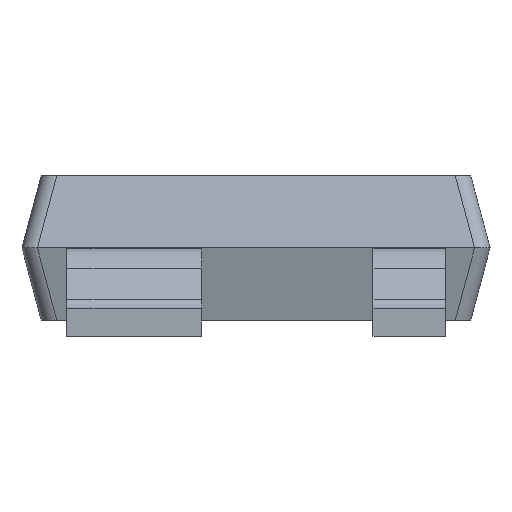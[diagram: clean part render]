
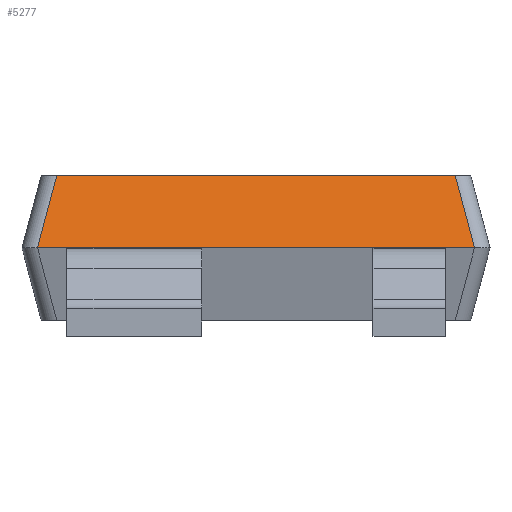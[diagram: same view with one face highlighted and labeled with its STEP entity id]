
A CAD part, front view. The second image highlights one B-rep face of the part: STEP entity #5277.
In plain terms, the highlighted planar face has unit normal (0, -0.966, 0.259).
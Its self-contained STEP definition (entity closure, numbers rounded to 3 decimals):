
#187 = PLANE('',#188);
#188 = AXIS2_PLACEMENT_3D('',#189,#190,#191);
#189 = CARTESIAN_POINT('',(-1.46,-0.65,0.55));
#190 = DIRECTION('',(0.,-0.966,-0.259));
#191 = DIRECTION('',(0.,0.259,-0.966));
#950 = VERTEX_POINT('',#951);
#951 = CARTESIAN_POINT('',(1.363,-0.65,0.55));
#988 = CYLINDRICAL_SURFACE('',#989,0.1);
#989 = AXIS2_PLACEMENT_3D('',#990,#991,#992);
#990 = CARTESIAN_POINT('',(1.288,-0.478,0.806
    ));
#991 = DIRECTION('',(0.251,-0.251,-0.935));
#992 = DIRECTION('',(-0.966,0.,
    -0.259));
#1342 = EDGE_CURVE('',#950,#1343,#1345,.T.);
#1343 = VERTEX_POINT('',#1344);
#1344 = CARTESIAN_POINT('',(-1.363,-0.65,0.55));
#1345 = SURFACE_CURVE('',#1346,(#1350,#1357),.PCURVE_S1.);
#1346 = LINE('',#1347,#1348);
#1347 = CARTESIAN_POINT('',(-1.46,-0.65,0.55));
#1348 = VECTOR('',#1349,1.);
#1349 = DIRECTION('',(-1.,0.,0.));
#1350 = PCURVE('',#187,#1351);
#1351 = DEFINITIONAL_REPRESENTATION('',(#1352),#1356);
#1352 = LINE('',#1353,#1354);
#1353 = CARTESIAN_POINT('',(0.,0.));
#1354 = VECTOR('',#1355,1.);
#1355 = DIRECTION('',(0.,-1.));
#1356 = ( GEOMETRIC_REPRESENTATION_CONTEXT(2) 
PARAMETRIC_REPRESENTATION_CONTEXT() REPRESENTATION_CONTEXT('2D SPACE',''
  ) );
#1357 = PCURVE('',#1358,#1363);
#1358 = PLANE('',#1359);
#1359 = AXIS2_PLACEMENT_3D('',#1360,#1361,#1362);
#1360 = CARTESIAN_POINT('',(-1.46,-0.65,0.55));
#1361 = DIRECTION('',(0.,-0.966,0.259));
#1362 = DIRECTION('',(0.,-0.259,-0.966));
#1363 = DEFINITIONAL_REPRESENTATION('',(#1364),#1368);
#1364 = LINE('',#1365,#1366);
#1365 = CARTESIAN_POINT('',(0.,0.));
#1366 = VECTOR('',#1367,1.);
#1367 = DIRECTION('',(0.,-1.));
#1368 = ( GEOMETRIC_REPRESENTATION_CONTEXT(2) 
PARAMETRIC_REPRESENTATION_CONTEXT() REPRESENTATION_CONTEXT('2D SPACE',''
  ) );
#1457 = CYLINDRICAL_SURFACE('',#1458,0.1);
#1458 = AXIS2_PLACEMENT_3D('',#1459,#1460,#1461);
#1459 = CARTESIAN_POINT('',(-1.369,-0.559,
    0.501));
#1460 = DIRECTION('',(-0.251,-0.251,-0.935));
#1461 = DIRECTION('',(-0.966,0.,0.259
    ));
#3314 = PLANE('',#3315);
#3315 = AXIS2_PLACEMENT_3D('',#3316,#3317,#3318);
#3316 = CARTESIAN_POINT('',(1.46,-0.65,1.));
#3317 = DIRECTION('',(0.,0.,1.));
#3318 = DIRECTION('',(1.,0.,0.));
#3585 = VERTEX_POINT('',#3586);
#3586 = CARTESIAN_POINT('',(1.243,-0.529,1.));
#3631 = EDGE_CURVE('',#3585,#950,#3632,.T.);
#3632 = SURFACE_CURVE('',#3633,(#3637,#3666),.PCURVE_S1.);
#3633 = LINE('',#3634,#3635);
#3634 = CARTESIAN_POINT('',(1.288,-0.574,
    0.832));
#3635 = VECTOR('',#3636,1.);
#3636 = DIRECTION('',(0.251,-0.251,-0.935));
#3637 = PCURVE('',#988,#3638);
#3638 = DEFINITIONAL_REPRESENTATION('',(#3639),#3665);
#3639 = B_SPLINE_CURVE_WITH_KNOTS('',3,(#3640,#3641,#3642,#3643,#3644,
    #3645,#3646,#3647,#3648,#3649,#3650,#3651,#3652,#3653,#3654,#3655,
    #3656,#3657,#3658,#3659,#3660,#3661,#3662,#3663,#3664),
  .UNSPECIFIED.,.F.,.F.,(4,1,1,1,1,1,1,1,1,1,1,1,1,1,1,1,1,1,1,1,1,1,4),
  (-0.18,-0.158,-0.136,-0.114,
    -0.092,-0.07,-0.048,
    -0.027,-0.005,0.017,
    0.039,0.061,0.083,
    0.105,0.127,0.148,0.17,
    0.192,0.214,0.236,0.258,
    0.28,0.302),.UNSPECIFIED.);
#3640 = CARTESIAN_POINT('',(4.645,-0.18));
#3641 = CARTESIAN_POINT('',(4.645,-0.172));
#3642 = CARTESIAN_POINT('',(4.645,-0.158));
#3643 = CARTESIAN_POINT('',(4.645,-0.136));
#3644 = CARTESIAN_POINT('',(4.645,-0.114));
#3645 = CARTESIAN_POINT('',(4.645,-0.092));
#3646 = CARTESIAN_POINT('',(4.645,-0.07));
#3647 = CARTESIAN_POINT('',(4.645,-0.048));
#3648 = CARTESIAN_POINT('',(4.645,-0.027));
#3649 = CARTESIAN_POINT('',(4.645,-0.005));
#3650 = CARTESIAN_POINT('',(4.645,0.017));
#3651 = CARTESIAN_POINT('',(4.645,0.039));
#3652 = CARTESIAN_POINT('',(4.645,0.061));
#3653 = CARTESIAN_POINT('',(4.645,0.083));
#3654 = CARTESIAN_POINT('',(4.645,0.105));
#3655 = CARTESIAN_POINT('',(4.645,0.127));
#3656 = CARTESIAN_POINT('',(4.645,0.148));
#3657 = CARTESIAN_POINT('',(4.645,0.17));
#3658 = CARTESIAN_POINT('',(4.645,0.192));
#3659 = CARTESIAN_POINT('',(4.645,0.214));
#3660 = CARTESIAN_POINT('',(4.645,0.236));
#3661 = CARTESIAN_POINT('',(4.645,0.258));
#3662 = CARTESIAN_POINT('',(4.645,0.28));
#3663 = CARTESIAN_POINT('',(4.645,0.294));
#3664 = CARTESIAN_POINT('',(4.645,0.302));
#3665 = ( GEOMETRIC_REPRESENTATION_CONTEXT(2) 
PARAMETRIC_REPRESENTATION_CONTEXT() REPRESENTATION_CONTEXT('2D SPACE',''
  ) );
#3666 = PCURVE('',#1358,#3667);
#3667 = DEFINITIONAL_REPRESENTATION('',(#3668),#3672);
#3668 = LINE('',#3669,#3670);
#3669 = CARTESIAN_POINT('',(-0.292,2.748));
#3670 = VECTOR('',#3671,1.);
#3671 = DIRECTION('',(0.968,0.251));
#3672 = ( GEOMETRIC_REPRESENTATION_CONTEXT(2) 
PARAMETRIC_REPRESENTATION_CONTEXT() REPRESENTATION_CONTEXT('2D SPACE',''
  ) );
#5277 = ADVANCED_FACE('',(#5278),#1358,.T.);
#5278 = FACE_BOUND('',#5279,.T.);
#5279 = EDGE_LOOP('',(#5280,#5281,#5282,#5305));
#5280 = ORIENTED_EDGE('',*,*,#1342,.F.);
#5281 = ORIENTED_EDGE('',*,*,#3631,.F.);
#5282 = ORIENTED_EDGE('',*,*,#5283,.T.);
#5283 = EDGE_CURVE('',#3585,#5284,#5286,.T.);
#5284 = VERTEX_POINT('',#5285);
#5285 = CARTESIAN_POINT('',(-1.243,-0.529,1.));
#5286 = SURFACE_CURVE('',#5287,(#5291,#5298),.PCURVE_S1.);
#5287 = LINE('',#5288,#5289);
#5288 = CARTESIAN_POINT('',(-1.46,-0.529,1.));
#5289 = VECTOR('',#5290,1.);
#5290 = DIRECTION('',(-1.,0.,0.));
#5291 = PCURVE('',#1358,#5292);
#5292 = DEFINITIONAL_REPRESENTATION('',(#5293),#5297);
#5293 = LINE('',#5294,#5295);
#5294 = CARTESIAN_POINT('',(-0.466,0.));
#5295 = VECTOR('',#5296,1.);
#5296 = DIRECTION('',(0.,-1.));
#5297 = ( GEOMETRIC_REPRESENTATION_CONTEXT(2) 
PARAMETRIC_REPRESENTATION_CONTEXT() REPRESENTATION_CONTEXT('2D SPACE',''
  ) );
#5298 = PCURVE('',#3314,#5299);
#5299 = DEFINITIONAL_REPRESENTATION('',(#5300),#5304);
#5300 = LINE('',#5301,#5302);
#5301 = CARTESIAN_POINT('',(-2.92,0.121));
#5302 = VECTOR('',#5303,1.);
#5303 = DIRECTION('',(-1.,0.));
#5304 = ( GEOMETRIC_REPRESENTATION_CONTEXT(2) 
PARAMETRIC_REPRESENTATION_CONTEXT() REPRESENTATION_CONTEXT('2D SPACE',''
  ) );
#5305 = ORIENTED_EDGE('',*,*,#5306,.T.);
#5306 = EDGE_CURVE('',#5284,#1343,#5307,.T.);
#5307 = SURFACE_CURVE('',#5308,(#5312,#5319),.PCURVE_S1.);
#5308 = LINE('',#5309,#5310);
#5309 = CARTESIAN_POINT('',(-1.243,-0.529,1.));
#5310 = VECTOR('',#5311,1.);
#5311 = DIRECTION('',(-0.251,-0.251,-0.935));
#5312 = PCURVE('',#1358,#5313);
#5313 = DEFINITIONAL_REPRESENTATION('',(#5314),#5318);
#5314 = LINE('',#5315,#5316);
#5315 = CARTESIAN_POINT('',(-0.466,0.217));
#5316 = VECTOR('',#5317,1.);
#5317 = DIRECTION('',(0.968,-0.251));
#5318 = ( GEOMETRIC_REPRESENTATION_CONTEXT(2) 
PARAMETRIC_REPRESENTATION_CONTEXT() REPRESENTATION_CONTEXT('2D SPACE',''
  ) );
#5319 = PCURVE('',#1457,#5320);
#5320 = DEFINITIONAL_REPRESENTATION('',(#5321),#5347);
#5321 = B_SPLINE_CURVE_WITH_KNOTS('',3,(#5322,#5323,#5324,#5325,#5326,
    #5327,#5328,#5329,#5330,#5331,#5332,#5333,#5334,#5335,#5336,#5337,
    #5338,#5339,#5340,#5341,#5342,#5343,#5344,#5345,#5346),
  .UNSPECIFIED.,.F.,.F.,(4,1,1,1,1,1,1,1,1,1,1,1,1,1,1,1,1,1,1,1,1,1,4),
  (0.,0.022,0.044,
    0.066,0.087,0.109,
    0.131,0.153,0.175,0.197,
    0.219,0.241,0.262,0.284,
    0.306,0.328,0.35,0.372,
    0.394,0.416,0.437,0.459,
    0.481),.UNSPECIFIED.);
#5322 = CARTESIAN_POINT('',(4.779,-0.505));
#5323 = CARTESIAN_POINT('',(4.779,-0.498));
#5324 = CARTESIAN_POINT('',(4.779,-0.484));
#5325 = CARTESIAN_POINT('',(4.779,-0.462));
#5326 = CARTESIAN_POINT('',(4.779,-0.44));
#5327 = CARTESIAN_POINT('',(4.779,-0.418));
#5328 = CARTESIAN_POINT('',(4.779,-0.396));
#5329 = CARTESIAN_POINT('',(4.779,-0.374));
#5330 = CARTESIAN_POINT('',(4.779,-0.352));
#5331 = CARTESIAN_POINT('',(4.779,-0.33));
#5332 = CARTESIAN_POINT('',(4.779,-0.309));
#5333 = CARTESIAN_POINT('',(4.779,-0.287));
#5334 = CARTESIAN_POINT('',(4.779,-0.265));
#5335 = CARTESIAN_POINT('',(4.779,-0.243));
#5336 = CARTESIAN_POINT('',(4.779,-0.221));
#5337 = CARTESIAN_POINT('',(4.779,-0.199));
#5338 = CARTESIAN_POINT('',(4.779,-0.177));
#5339 = CARTESIAN_POINT('',(4.779,-0.155));
#5340 = CARTESIAN_POINT('',(4.779,-0.134));
#5341 = CARTESIAN_POINT('',(4.779,-0.112));
#5342 = CARTESIAN_POINT('',(4.779,-0.09));
#5343 = CARTESIAN_POINT('',(4.779,-0.068));
#5344 = CARTESIAN_POINT('',(4.779,-0.046));
#5345 = CARTESIAN_POINT('',(4.779,-0.031));
#5346 = CARTESIAN_POINT('',(4.779,-0.024));
#5347 = ( GEOMETRIC_REPRESENTATION_CONTEXT(2) 
PARAMETRIC_REPRESENTATION_CONTEXT() REPRESENTATION_CONTEXT('2D SPACE',''
  ) );
